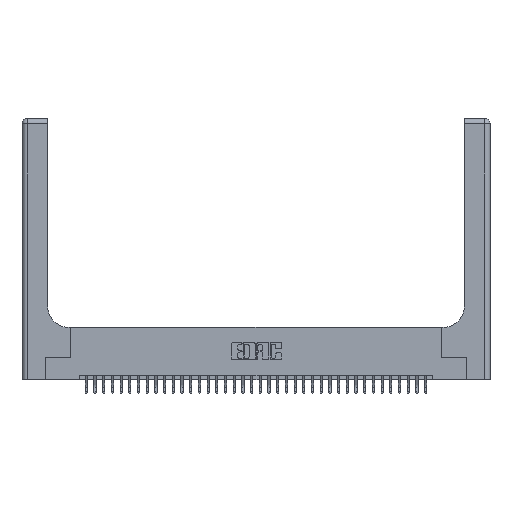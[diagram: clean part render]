
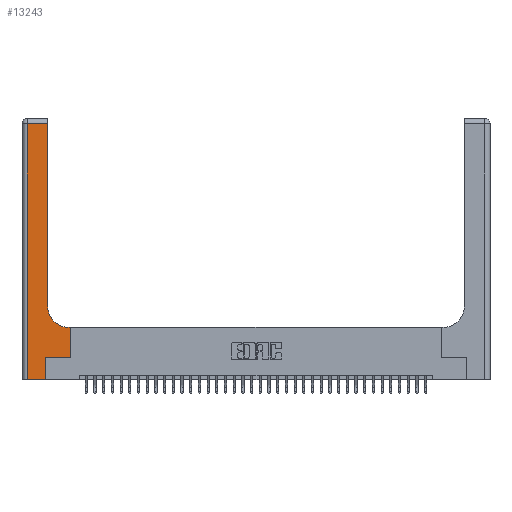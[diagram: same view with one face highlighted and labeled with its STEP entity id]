
A CAD part, top view. The second image highlights one B-rep face of the part: STEP entity #13243.
In plain terms, the highlighted planar face has unit normal (0, 0, 1).
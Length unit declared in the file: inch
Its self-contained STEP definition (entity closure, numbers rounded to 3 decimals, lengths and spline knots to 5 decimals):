
#123 = ORIENTED_EDGE ( 'NONE', *, *, #31832, .T. ) ;
#256 = CARTESIAN_POINT ( 'NONE',  ( 0.269, 0., 0.37 ) ) ;
#326 = VECTOR ( 'NONE', #33658, 39.37008 ) ;
#694 = CARTESIAN_POINT ( 'NONE',  ( 0., 2.94, 0.37 ) ) ;
#1209 = VECTOR ( 'NONE', #26584, 39.37008 ) ;
#1944 = VERTEX_POINT ( 'NONE', #17389 ) ;
#2181 = LINE ( 'NONE', #26834, #1209 ) ;
#3393 = DIRECTION ( 'NONE',  ( 1., 0., 0. ) ) ;
#3508 = VECTOR ( 'NONE', #17690, 39.37008 ) ;
#3686 = VECTOR ( 'NONE', #12314, 39.37008 ) ;
#4384 = VERTEX_POINT ( 'NONE', #7480 ) ;
#4433 = CARTESIAN_POINT ( 'NONE',  ( 0.06, 0., 0.37 ) ) ;
#5825 = VERTEX_POINT ( 'NONE', #21922 ) ;
#5829 = LINE ( 'NONE', #256, #26827 ) ;
#5960 = LINE ( 'NONE', #694, #3686 ) ;
#6349 = CARTESIAN_POINT ( 'NONE',  ( 0.269, 0.25, 0.37 ) ) ;
#6699 = CARTESIAN_POINT ( 'NONE',  ( 0.2915, 0.85, 0.37 ) ) ;
#7480 = CARTESIAN_POINT ( 'NONE',  ( 0.2915, 2.94, 0.37 ) ) ;
#9914 = AXIS2_PLACEMENT_3D ( 'NONE', #20824, #12282, #3393 ) ;
#11537 = LINE ( 'NONE', #6349, #326 ) ;
#11751 = DIRECTION ( 'NONE',  ( 0., 1., 0. ) ) ;
#11893 = ORIENTED_EDGE ( 'NONE', *, *, #12336, .T. ) ;
#12282 = DIRECTION ( 'NONE',  ( 0., 0., -1. ) ) ;
#12314 = DIRECTION ( 'NONE',  ( -1., 0., 0. ) ) ;
#12336 = EDGE_CURVE ( 'NONE', #19657, #19668, #18391, .T. ) ;
#12762 = ORIENTED_EDGE ( 'NONE', *, *, #19010, .T. ) ;
#13243 = ADVANCED_FACE ( 'NONE', ( #25114 ), #19456, .F. ) ;
#13465 = EDGE_CURVE ( 'NONE', #35311, #5825, #5829, .T. ) ;
#14370 = ORIENTED_EDGE ( 'NONE', *, *, #13465, .T. ) ;
#14736 = EDGE_CURVE ( 'NONE', #5825, #15543, #11537, .T. ) ;
#15543 = VERTEX_POINT ( 'NONE', #30933 ) ;
#15931 = LINE ( 'NONE', #33358, #27530 ) ;
#17389 = CARTESIAN_POINT ( 'NONE',  ( 0.5585, 0.6, 0.37 ) ) ;
#17690 = DIRECTION ( 'NONE',  ( 0., 1., 0. ) ) ;
#17953 = EDGE_CURVE ( 'NONE', #19668, #35311, #15931, .T. ) ;
#18391 = LINE ( 'NONE', #31044, #36369 ) ;
#19010 = EDGE_CURVE ( 'NONE', #4384, #19657, #5960, .T. ) ;
#19080 = ORIENTED_EDGE ( 'NONE', *, *, #35410, .T. ) ;
#19228 = LINE ( 'NONE', #31929, #3508 ) ;
#19456 = PLANE ( 'NONE',  #27279 ) ;
#19657 = VERTEX_POINT ( 'NONE', #32721 ) ;
#19668 = VERTEX_POINT ( 'NONE', #4433 ) ;
#19816 = VERTEX_POINT ( 'NONE', #6699 ) ;
#20733 = ORIENTED_EDGE ( 'NONE', *, *, #14736, .T. ) ;
#20824 = CARTESIAN_POINT ( 'NONE',  ( 0.5415, 0.85, 0.37 ) ) ;
#21922 = CARTESIAN_POINT ( 'NONE',  ( 0.269, 0.25, 0.37 ) ) ;
#22467 = CARTESIAN_POINT ( 'NONE',  ( 0., 3., 0.37 ) ) ;
#22713 = DIRECTION ( 'NONE',  ( -1., 0., 0. ) ) ;
#24871 = CIRCLE ( 'NONE', #9914, 0.25 ) ;
#25114 = FACE_OUTER_BOUND ( 'NONE', #35091, .T. ) ;
#25750 = ORIENTED_EDGE ( 'NONE', *, *, #26438, .T. ) ;
#26089 = EDGE_CURVE ( 'NONE', #1944, #36116, #2181, .T. ) ;
#26438 = EDGE_CURVE ( 'NONE', #19816, #4384, #28600, .T. ) ;
#26584 = DIRECTION ( 'NONE',  ( -1., 0., 0. ) ) ;
#26647 = ORIENTED_EDGE ( 'NONE', *, *, #26089, .T. ) ;
#26827 = VECTOR ( 'NONE', #11751, 39.37008 ) ;
#26834 = CARTESIAN_POINT ( 'NONE',  ( 0.2915, 0.6, 0.37 ) ) ;
#26870 = CARTESIAN_POINT ( 'NONE',  ( 0.5415, 0.6, 0.37 ) ) ;
#27279 = AXIS2_PLACEMENT_3D ( 'NONE', #22467, #28097, #22713 ) ;
#27530 = VECTOR ( 'NONE', #27724, 39.37008 ) ;
#27650 = VECTOR ( 'NONE', #37029, 39.37008 ) ;
#27724 = DIRECTION ( 'NONE',  ( 1., 0., 0. ) ) ;
#28097 = DIRECTION ( 'NONE',  ( 0., 0., -1. ) ) ;
#28364 = CARTESIAN_POINT ( 'NONE',  ( 0.269, 0., 0.37 ) ) ;
#28600 = LINE ( 'NONE', #34108, #27650 ) ;
#29691 = ORIENTED_EDGE ( 'NONE', *, *, #17953, .T. ) ;
#30933 = CARTESIAN_POINT ( 'NONE',  ( 0.5585, 0.25, 0.37 ) ) ;
#31044 = CARTESIAN_POINT ( 'NONE',  ( 0.06, 3., 0.37 ) ) ;
#31832 = EDGE_CURVE ( 'NONE', #36116, #19816, #24871, .T. ) ;
#31929 = CARTESIAN_POINT ( 'NONE',  ( 0.5585, 0.25, 0.37 ) ) ;
#32220 = DIRECTION ( 'NONE',  ( 0., -1., 0. ) ) ;
#32721 = CARTESIAN_POINT ( 'NONE',  ( 0.06, 2.94, 0.37 ) ) ;
#33358 = CARTESIAN_POINT ( 'NONE',  ( 0., 0., 0.37 ) ) ;
#33658 = DIRECTION ( 'NONE',  ( 1., 0., 0. ) ) ;
#34108 = CARTESIAN_POINT ( 'NONE',  ( 0.2915, 3., 0.37 ) ) ;
#35091 = EDGE_LOOP ( 'NONE', ( #25750, #12762, #11893, #29691, #14370, #20733, #19080, #26647, #123 ) ) ;
#35311 = VERTEX_POINT ( 'NONE', #28364 ) ;
#35410 = EDGE_CURVE ( 'NONE', #15543, #1944, #19228, .T. ) ;
#36116 = VERTEX_POINT ( 'NONE', #26870 ) ;
#36369 = VECTOR ( 'NONE', #32220, 39.37008 ) ;
#37029 = DIRECTION ( 'NONE',  ( 0., 1., 0. ) ) ;
